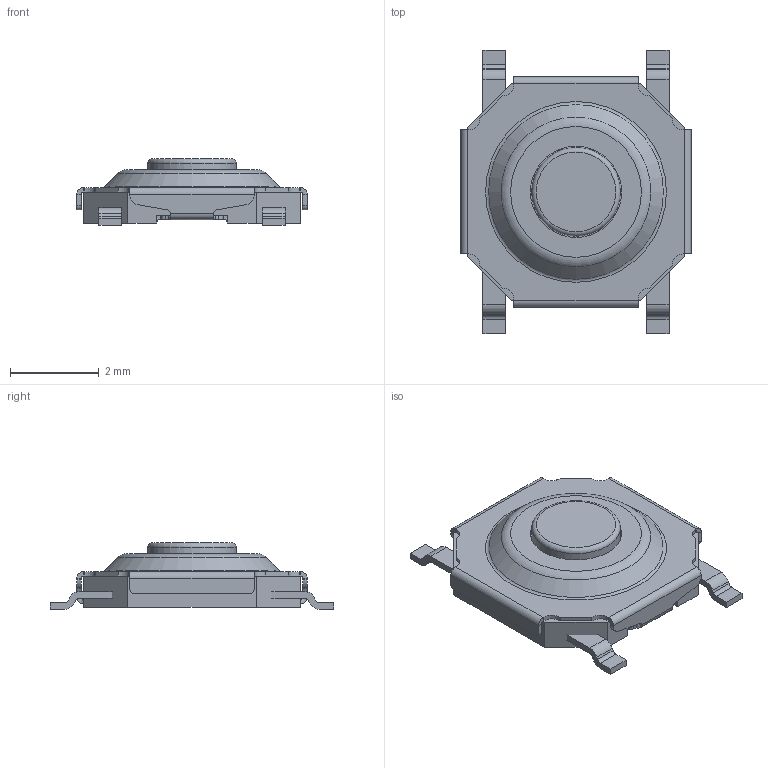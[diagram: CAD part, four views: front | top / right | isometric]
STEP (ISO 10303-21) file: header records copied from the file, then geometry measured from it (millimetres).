
FILE_DESCRIPTION(('STEP AP214'), '1');
FILE_NAME('tactile_switch_5.2x5.2', '2019-03-30T20:02:42', ('Nobody'), (''), 'ASCON STEP Converter 1.3', 'ASCON Math Kernel', '');
FILE_SCHEMA(('AUTOMOTIVE_DESIGN { 1 0 10303 214 3 1 1}'));
Length unit declared in the file: millimetre
Products named in the file (1): G
Bounding box: 5.2 x 6.4 x 1.5 mm (x, y, z)
Volume: 19.8 mm3; surface area: 136.9 mm2
Topology: 7 solids, 7 shells, 195 faces, 493 edges, 319 vertices
Faces by surface type: plane 121, cylinder 63, torus 5, bspline 4, cone 2
Full cylindrical faces by diameter (mm): 2 x1, 2.06 x1, 2.4 x1
Entity records: 7519 total; most frequent: CARTESIAN_POINT 1146, DIRECTION 986, ORIENTED_EDGE 934, EDGE_CURVE 467, LINE 348, VECTOR 348, AXIS2_PLACEMENT_3D 319, VERTEX_POINT 299
